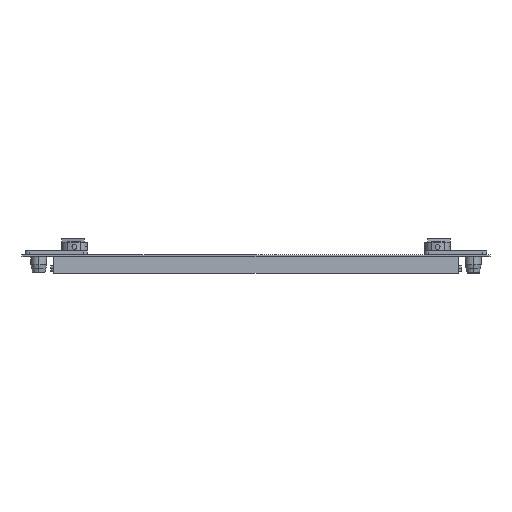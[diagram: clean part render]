
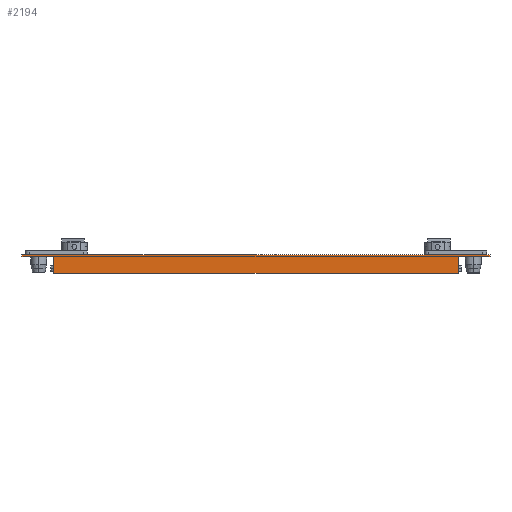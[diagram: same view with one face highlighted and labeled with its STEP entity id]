
A CAD part, front view. The second image highlights one B-rep face of the part: STEP entity #2194.
In plain terms, the highlighted planar face has unit normal (0, -1, 0).
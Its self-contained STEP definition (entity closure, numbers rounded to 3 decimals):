
#61=DIRECTION('',(-1.,0.,0.));
#62=VECTOR('',#61,250.);
#63=CARTESIAN_POINT('',(125.,-300.,0.));
#64=LINE('',#63,#62);
#486=DIRECTION('',(-1.,0.,0.));
#487=VECTOR('',#486,17.);
#488=CARTESIAN_POINT('',(125.,-300.,-1.));
#489=LINE('',#488,#487);
#493=DIRECTION('',(0.,0.,1.));
#494=VECTOR('',#493,9.);
#495=CARTESIAN_POINT('',(-108.,-300.,-10.));
#496=LINE('',#495,#494);
#500=DIRECTION('',(-1.,0.,0.));
#501=VECTOR('',#500,17.);
#502=CARTESIAN_POINT('',(-108.,-300.,-1.));
#503=LINE('',#502,#501);
#507=DIRECTION('',(0.,0.,1.));
#508=VECTOR('',#507,1.);
#509=CARTESIAN_POINT('',(-125.,-300.,-1.));
#510=LINE('',#509,#508);
#953=DIRECTION('',(0.,0.,1.));
#954=VECTOR('',#953,9.);
#955=CARTESIAN_POINT('',(108.,-300.,-10.));
#956=LINE('',#955,#954);
#995=DIRECTION('',(1.,0.,0.));
#996=VECTOR('',#995,216.);
#997=CARTESIAN_POINT('',(-108.,-300.,-10.));
#998=LINE('',#997,#996);
#1023=DIRECTION('',(0.,0.,1.));
#1024=VECTOR('',#1023,1.);
#1025=CARTESIAN_POINT('',(125.,-300.,-1.));
#1026=LINE('',#1025,#1024);
#1646=CARTESIAN_POINT('',(-125.,-300.,0.));
#1648=VERTEX_POINT('',#1646);
#1652=CARTESIAN_POINT('',(125.,-300.,0.));
#1653=VERTEX_POINT('',#1652);
#1793=CARTESIAN_POINT('',(108.,-300.,-1.));
#1795=VERTEX_POINT('',#1793);
#1796=CARTESIAN_POINT('',(125.,-300.,-1.));
#1797=VERTEX_POINT('',#1796);
#1810=CARTESIAN_POINT('',(-125.,-300.,-1.));
#1811=VERTEX_POINT('',#1810);
#1812=CARTESIAN_POINT('',(-108.,-300.,-1.));
#1813=VERTEX_POINT('',#1812);
#1948=CARTESIAN_POINT('',(108.,-300.,-10.));
#1949=VERTEX_POINT('',#1948);
#1952=CARTESIAN_POINT('',(-108.,-300.,-10.));
#1953=VERTEX_POINT('',#1952);
#2173=CARTESIAN_POINT('',(-125.,-300.,0.));
#2174=DIRECTION('',(0.,-1.,0.));
#2175=DIRECTION('',(1.,0.,0.));
#2176=AXIS2_PLACEMENT_3D('',#2173,#2174,#2175);
#2177=PLANE('',#2176);
#2179=ORIENTED_EDGE('',*,*,#2178,.T.);
#2181=ORIENTED_EDGE('',*,*,#2180,.F.);
#2183=ORIENTED_EDGE('',*,*,#2182,.F.);
#2185=ORIENTED_EDGE('',*,*,#2184,.T.);
#2187=ORIENTED_EDGE('',*,*,#2186,.T.);
#2188=ORIENTED_EDGE('',*,*,#2157,.T.);
#2189=ORIENTED_EDGE('',*,*,#1973,.F.);
#2191=ORIENTED_EDGE('',*,*,#2190,.F.);
#2192=EDGE_LOOP('',(#2179,#2181,#2183,#2185,#2187,#2188,#2189,#2191));
#2193=FACE_OUTER_BOUND('',#2192,.F.);
#1973=EDGE_CURVE('',#1653,#1648,#64,.T.);
#2157=EDGE_CURVE('',#1811,#1648,#510,.T.);
#2178=EDGE_CURVE('',#1797,#1795,#489,.T.);
#2180=EDGE_CURVE('',#1949,#1795,#956,.T.);
#2182=EDGE_CURVE('',#1953,#1949,#998,.T.);
#2184=EDGE_CURVE('',#1953,#1813,#496,.T.);
#2186=EDGE_CURVE('',#1813,#1811,#503,.T.);
#2190=EDGE_CURVE('',#1797,#1653,#1026,.T.);
#2194=ADVANCED_FACE('',(#2193),#2177,.T.);
